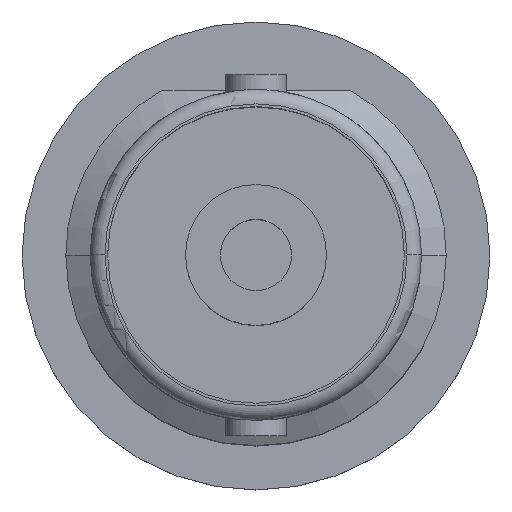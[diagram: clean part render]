
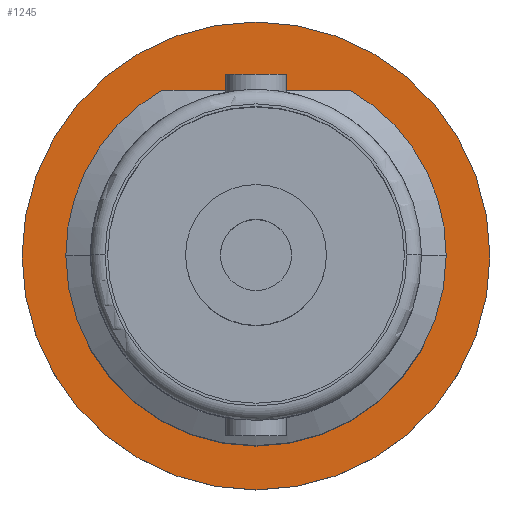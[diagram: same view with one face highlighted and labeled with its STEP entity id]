
A CAD part, top view. The second image highlights one B-rep face of the part: STEP entity #1245.
In plain terms, the highlighted planar face has unit normal (0, 0, 1).
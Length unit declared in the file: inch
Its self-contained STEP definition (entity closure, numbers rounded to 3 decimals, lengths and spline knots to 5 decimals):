
#45 = VERTEX_POINT ( 'NONE', #1716 ) ;
#47 = EDGE_CURVE ( 'NONE', #48, #45, #1753, .T. ) ;
#48 = VERTEX_POINT ( 'NONE', #1754 ) ;
#778 = EDGE_CURVE ( 'NONE', #880, #881, #2990, .T. ) ;
#880 = VERTEX_POINT ( 'NONE', #3197 ) ;
#881 = VERTEX_POINT ( 'NONE', #3170 ) ;
#906 = EDGE_CURVE ( 'NONE', #881, #907, #3417, .T. ) ;
#907 = VERTEX_POINT ( 'NONE', #3378 ) ;
#1245 = ADVANCED_FACE ( 'NONE', ( #4003, #3997 ), #3996, .T. ) ;
#1246 = EDGE_LOOP ( 'NONE', ( #1247, #1248, #1622, #1623 ) ) ;
#1247 = ORIENTED_EDGE ( 'NONE', *, *, #778, .F. ) ;
#1248 = ORIENTED_EDGE ( 'NONE', *, *, #1514, .T. ) ;
#1398 = EDGE_CURVE ( 'NONE', #907, #1399, #4261, .T. ) ;
#1399 = VERTEX_POINT ( 'NONE', #4257 ) ;
#1493 = ORIENTED_EDGE ( 'NONE', *, *, #1546, .T. ) ;
#1511 = ORIENTED_EDGE ( 'NONE', *, *, #47, .T. ) ;
#1514 = EDGE_CURVE ( 'NONE', #880, #1399, #4419, .T. ) ;
#1546 = EDGE_CURVE ( 'NONE', #45, #48, #4321, .T. ) ;
#1616 = EDGE_LOOP ( 'NONE', ( #1511, #1493 ) ) ;
#1622 = ORIENTED_EDGE ( 'NONE', *, *, #1398, .F. ) ;
#1623 = ORIENTED_EDGE ( 'NONE', *, *, #906, .F. ) ;
#1708 = DIRECTION ( 'NONE',  ( 1., 0., 0. ) ) ;
#1709 = DIRECTION ( 'NONE',  ( 0., 0., 1. ) ) ;
#1710 = CARTESIAN_POINT ( 'NONE',  ( 0., 0., -0.165 ) ) ;
#1711 = AXIS2_PLACEMENT_3D ( 'NONE', #1710, #1709, #1708 ) ;
#1716 = CARTESIAN_POINT ( 'NONE',  ( -0.3075, 0., -0.165 ) ) ;
#1753 = CIRCLE ( 'NONE', #1711, 0.3075 ) ;
#1754 = CARTESIAN_POINT ( 'NONE',  ( 0.3075, 0., -0.165 ) ) ;
#2983 = DIRECTION ( 'NONE',  ( 1., 0., 0. ) ) ;
#2984 = DIRECTION ( 'NONE',  ( 0., 0., 1. ) ) ;
#2985 = CARTESIAN_POINT ( 'NONE',  ( 0., 0., -0.165 ) ) ;
#2986 = AXIS2_PLACEMENT_3D ( 'NONE', #2985, #2984, #2983 ) ;
#2990 = CIRCLE ( 'NONE', #2986, 0.2175 ) ;
#3170 = CARTESIAN_POINT ( 'NONE',  ( -0.2175, 0., -0.165 ) ) ;
#3197 = CARTESIAN_POINT ( 'NONE',  ( -0.01474, 0.217, -0.165 ) ) ;
#3378 = CARTESIAN_POINT ( 'NONE',  ( 0.2175, 0., -0.165 ) ) ;
#3379 = DIRECTION ( 'NONE',  ( 1., 0., 0. ) ) ;
#3414 = DIRECTION ( 'NONE',  ( 0., 0., 1. ) ) ;
#3415 = CARTESIAN_POINT ( 'NONE',  ( 0., 0., -0.165 ) ) ;
#3416 = AXIS2_PLACEMENT_3D ( 'NONE', #3415, #3414, #3379 ) ;
#3417 = CIRCLE ( 'NONE', #3416, 0.2175 ) ;
#3990 = DIRECTION ( 'NONE',  ( 1., 0., 0. ) ) ;
#3991 = DIRECTION ( 'NONE',  ( 0., 0., 1. ) ) ;
#3992 = CARTESIAN_POINT ( 'NONE',  ( 0.2175, 0., -0.165 ) ) ;
#3993 = AXIS2_PLACEMENT_3D ( 'NONE', #3992, #3991, #3990 ) ;
#3996 = PLANE ( 'NONE',  #3993 ) ;
#3997 = FACE_OUTER_BOUND ( 'NONE', #1616, .T. ) ;
#4003 = FACE_BOUND ( 'NONE', #1246, .T. ) ;
#4141 = CARTESIAN_POINT ( 'NONE',  ( 0., 0., -0.165 ) ) ;
#4257 = CARTESIAN_POINT ( 'NONE',  ( 0.01474, 0.217, -0.165 ) ) ;
#4258 = DIRECTION ( 'NONE',  ( 1., 0., 0. ) ) ;
#4259 = DIRECTION ( 'NONE',  ( 0., 0., 1. ) ) ;
#4260 = AXIS2_PLACEMENT_3D ( 'NONE', #4141, #4259, #4258 ) ;
#4261 = CIRCLE ( 'NONE', #4260, 0.2175 ) ;
#4318 = DIRECTION ( 'NONE',  ( 1., 0., 0. ) ) ;
#4319 = DIRECTION ( 'NONE',  ( 0., 0., 1. ) ) ;
#4320 = AXIS2_PLACEMENT_3D ( 'NONE', #4395, #4319, #4318 ) ;
#4321 = CIRCLE ( 'NONE', #4320, 0.3075 ) ;
#4395 = CARTESIAN_POINT ( 'NONE',  ( 0., 0., -0.165 ) ) ;
#4416 = DIRECTION ( 'NONE',  ( 1., 0., 0. ) ) ;
#4417 = VECTOR ( 'NONE', #4416, 39.37008 ) ;
#4418 = CARTESIAN_POINT ( 'NONE',  ( -0.33952, 0.217, -0.165 ) ) ;
#4419 = LINE ( 'NONE', #4418, #4417 ) ;
